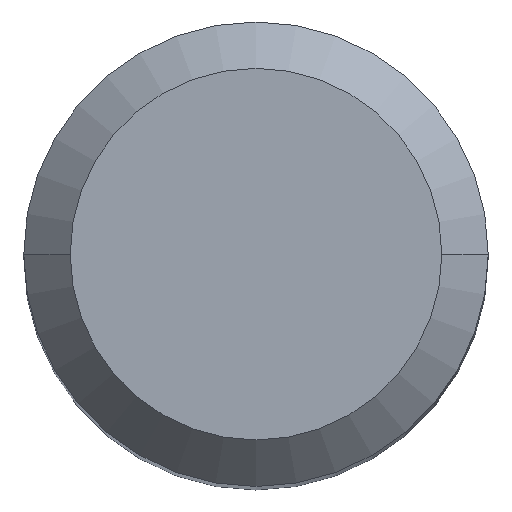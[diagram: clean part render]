
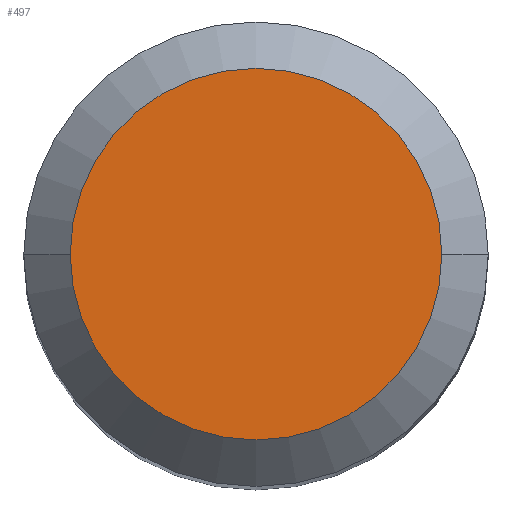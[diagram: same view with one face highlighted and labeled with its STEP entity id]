
A CAD part, top view. The second image highlights one B-rep face of the part: STEP entity #497.
In plain terms, the highlighted planar face has unit normal (0, 0, 1).
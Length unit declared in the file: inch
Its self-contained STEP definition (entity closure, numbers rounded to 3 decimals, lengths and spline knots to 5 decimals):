
#113 = VERTEX_POINT ( 'NONE', #216 ) ;
#124 = CARTESIAN_POINT ( 'NONE',  ( -0.126, 0., 0. ) ) ;
#125 = CARTESIAN_POINT ( 'NONE',  ( 0., 0., 0. ) ) ;
#137 = DIRECTION ( 'NONE',  ( 0., 0., 1. ) ) ;
#204 = DIRECTION ( 'NONE',  ( 1., 0., 0. ) ) ;
#212 = EDGE_CURVE ( 'NONE', #264, #113, #278, .T. ) ;
#216 = CARTESIAN_POINT ( 'NONE',  ( 0.126, 0., 0. ) ) ;
#220 = DIRECTION ( 'NONE',  ( 1., 0., 0. ) ) ;
#232 = PLANE ( 'NONE',  #427 ) ;
#253 = AXIS2_PLACEMENT_3D ( 'NONE', #337, #137, #220 ) ;
#258 = EDGE_LOOP ( 'NONE', ( #467, #378 ) ) ;
#264 = VERTEX_POINT ( 'NONE', #124 ) ;
#278 = CIRCLE ( 'NONE', #487, 0.126 ) ;
#303 = CARTESIAN_POINT ( 'NONE',  ( 0., 0., 0. ) ) ;
#304 = CIRCLE ( 'NONE', #253, 0.126 ) ;
#337 = CARTESIAN_POINT ( 'NONE',  ( 0., 0., 0. ) ) ;
#344 = FACE_OUTER_BOUND ( 'NONE', #258, .T. ) ;
#363 = EDGE_CURVE ( 'NONE', #113, #264, #304, .T. ) ;
#378 = ORIENTED_EDGE ( 'NONE', *, *, #363, .T. ) ;
#389 = DIRECTION ( 'NONE',  ( 0., 0., -1. ) ) ;
#427 = AXIS2_PLACEMENT_3D ( 'NONE', #303, #389, #511 ) ;
#467 = ORIENTED_EDGE ( 'NONE', *, *, #212, .T. ) ;
#484 = DIRECTION ( 'NONE',  ( 0., 0., 1. ) ) ;
#487 = AXIS2_PLACEMENT_3D ( 'NONE', #125, #484, #204 ) ;
#497 = ADVANCED_FACE ( 'NONE', ( #344 ), #232, .F. ) ;
#511 = DIRECTION ( 'NONE',  ( -1., 0., 0. ) ) ;
